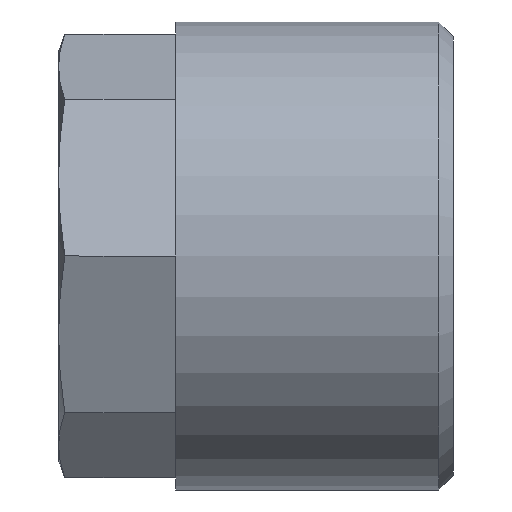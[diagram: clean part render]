
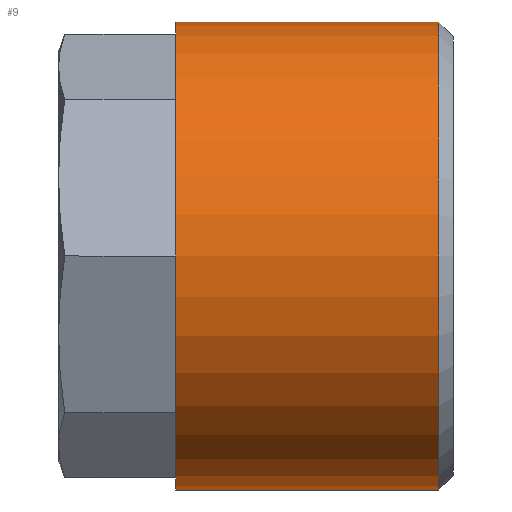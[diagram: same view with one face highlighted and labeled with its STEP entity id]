
A CAD part, left-side view. The second image highlights one B-rep face of the part: STEP entity #9.
In plain terms, the highlighted cylindrical face has radius 8 mm (diameter 16 mm), a partial arc.
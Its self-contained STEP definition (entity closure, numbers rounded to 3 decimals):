
#9 = ADVANCED_FACE ( 'NONE', ( #1133 ), #1115, .T. ) ;
#68 = EDGE_CURVE ( 'NONE', #769, #1049, #1053, .T. ) ;
#81 = AXIS2_PLACEMENT_3D ( 'NONE', #353, #360, #335 ) ;
#100 = EDGE_CURVE ( 'NONE', #768, #767, #1043, .T. ) ;
#108 = EDGE_CURVE ( 'NONE', #1049, #767, #1031, .T. ) ;
#110 = EDGE_CURVE ( 'NONE', #769, #768, #1030, .T. ) ;
#183 = AXIS2_PLACEMENT_3D ( 'NONE', #586, #562, #557 ) ;
#198 = AXIS2_PLACEMENT_3D ( 'NONE', #210, #209, #208 ) ;
#208 = DIRECTION ( 'NONE',  ( 0., 0., -1. ) ) ;
#209 = DIRECTION ( 'NONE',  ( 0., 1., 0. ) ) ;
#210 = CARTESIAN_POINT ( 'NONE',  ( 0., 9.5, 0. ) ) ;
#335 = DIRECTION ( 'NONE',  ( 0., 0., -1. ) ) ;
#353 = CARTESIAN_POINT ( 'NONE',  ( 0., 9.5, 0. ) ) ;
#360 = DIRECTION ( 'NONE',  ( 0., -1., 0. ) ) ;
#467 = DIRECTION ( 'NONE',  ( 0., -1., 0. ) ) ;
#485 = CARTESIAN_POINT ( 'NONE',  ( 0., 9.5, -8. ) ) ;
#491 = CARTESIAN_POINT ( 'NONE',  ( 0., 9.5, 8. ) ) ;
#498 = CARTESIAN_POINT ( 'NONE',  ( 0., 9.5, 8. ) ) ;
#503 = CARTESIAN_POINT ( 'NONE',  ( 0., 9.5, -8. ) ) ;
#504 = CARTESIAN_POINT ( 'NONE',  ( 0., 0.5, -8. ) ) ;
#513 = DIRECTION ( 'NONE',  ( 0., -1., 0. ) ) ;
#519 = CARTESIAN_POINT ( 'NONE',  ( 0., 0.5, 8. ) ) ;
#557 = DIRECTION ( 'NONE',  ( 0., 0., 1. ) ) ;
#562 = DIRECTION ( 'NONE',  ( 0., 1., 0. ) ) ;
#586 = CARTESIAN_POINT ( 'NONE',  ( 0., 0.5, 0. ) ) ;
#767 = VERTEX_POINT ( 'NONE', #519 ) ;
#768 = VERTEX_POINT ( 'NONE', #504 ) ;
#769 = VERTEX_POINT ( 'NONE', #503 ) ;
#790 = EDGE_LOOP ( 'NONE', ( #897, #869, #927, #845 ) ) ;
#845 = ORIENTED_EDGE ( 'NONE', *, *, #100, .T. ) ;
#869 = ORIENTED_EDGE ( 'NONE', *, *, #68, .F. ) ;
#897 = ORIENTED_EDGE ( 'NONE', *, *, #108, .F. ) ;
#927 = ORIENTED_EDGE ( 'NONE', *, *, #110, .T. ) ;
#1023 = VECTOR ( 'NONE', #467, 1000. ) ;
#1028 = VECTOR ( 'NONE', #513, 1000. ) ;
#1030 = LINE ( 'NONE', #485, #1023 ) ;
#1031 = LINE ( 'NONE', #491, #1028 ) ;
#1043 = CIRCLE ( 'NONE', #183, 8. ) ;
#1049 = VERTEX_POINT ( 'NONE', #498 ) ;
#1053 = CIRCLE ( 'NONE', #198, 8. ) ;
#1115 = CYLINDRICAL_SURFACE ( 'NONE', #81, 8. ) ;
#1133 = FACE_OUTER_BOUND ( 'NONE', #790, .T. ) ;
